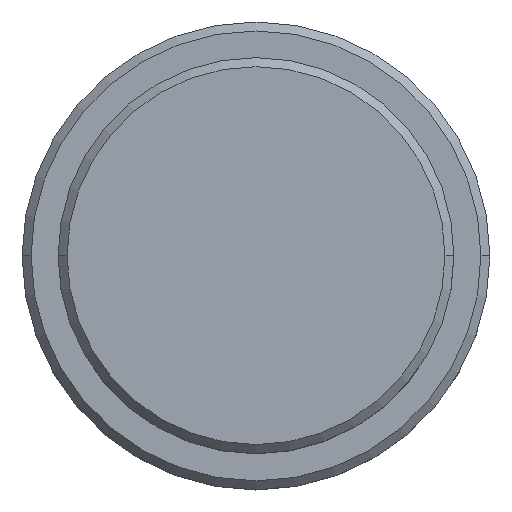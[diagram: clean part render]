
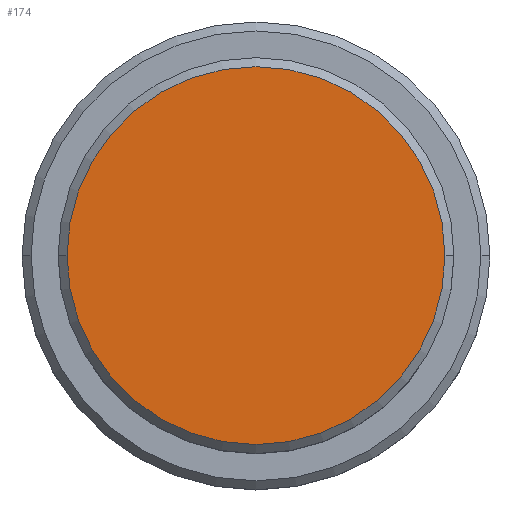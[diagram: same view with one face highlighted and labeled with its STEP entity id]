
A CAD part, top view. The second image highlights one B-rep face of the part: STEP entity #174.
In plain terms, the highlighted planar face has unit normal (0, 0, 1).
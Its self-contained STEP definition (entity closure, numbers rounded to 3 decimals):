
#174 = ADVANCED_FACE ( 'NONE', ( #1370 ), #919, .T. ) ;
#286 = CARTESIAN_POINT ( 'NONE',  ( 10.5, 0., 0. ) ) ;
#289 = CARTESIAN_POINT ( 'NONE',  ( -10.5, 0., 0. ) ) ;
#455 = VERTEX_POINT ( 'NONE', #289 ) ;
#471 = DIRECTION ( 'NONE',  ( 0., 0., 1. ) ) ;
#600 = AXIS2_PLACEMENT_3D ( 'NONE', #920, #471, #1029 ) ;
#602 = DIRECTION ( 'NONE',  ( 1., 0., 0. ) ) ;
#674 = CARTESIAN_POINT ( 'NONE',  ( 0., 0., 0. ) ) ;
#696 = DIRECTION ( 'NONE',  ( 0., 0., 1. ) ) ;
#773 = EDGE_CURVE ( 'NONE', #455, #1031, #851, .T. ) ;
#807 = EDGE_CURVE ( 'NONE', #1031, #455, #1061, .T. ) ;
#808 = AXIS2_PLACEMENT_3D ( 'NONE', #674, #927, #602 ) ;
#815 = EDGE_LOOP ( 'NONE', ( #957, #960 ) ) ;
#851 = CIRCLE ( 'NONE', #600, 10.5 ) ;
#919 = PLANE ( 'NONE',  #988 ) ;
#920 = CARTESIAN_POINT ( 'NONE',  ( 0., 0., 0. ) ) ;
#927 = DIRECTION ( 'NONE',  ( 0., 0., 1. ) ) ;
#957 = ORIENTED_EDGE ( 'NONE', *, *, #773, .T. ) ;
#960 = ORIENTED_EDGE ( 'NONE', *, *, #807, .T. ) ;
#988 = AXIS2_PLACEMENT_3D ( 'NONE', #1028, #696, #1013 ) ;
#1013 = DIRECTION ( 'NONE',  ( 1., 0., 0. ) ) ;
#1028 = CARTESIAN_POINT ( 'NONE',  ( 0., 0., 0. ) ) ;
#1029 = DIRECTION ( 'NONE',  ( 1., 0., 0. ) ) ;
#1031 = VERTEX_POINT ( 'NONE', #286 ) ;
#1061 = CIRCLE ( 'NONE', #808, 10.5 ) ;
#1370 = FACE_OUTER_BOUND ( 'NONE', #815, .T. ) ;
